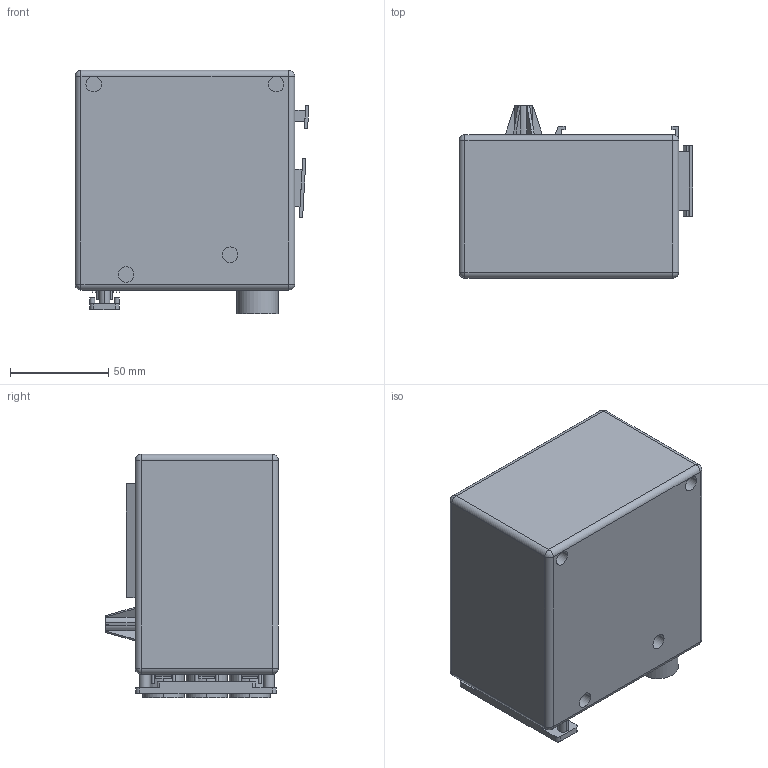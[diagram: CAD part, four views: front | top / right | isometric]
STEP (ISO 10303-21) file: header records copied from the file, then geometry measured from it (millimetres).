
FILE_DESCRIPTION((''),'2;1');
FILE_NAME('HF-2KY-01','2022-03-28T',('Administrator'),(''),'PRO/ENGINEER BY PARAMETRIC TECHNOLOGY CORPORATION, 2008380','PRO/ENGINEER BY PARAMETRIC TECHNOLOGY CORPORATION, 2008380','');
FILE_SCHEMA(('CONFIG_CONTROL_DESIGN'));
Length unit declared in the file: millimetre
Products named in the file (1): HF-2KY-01
Bounding box: 119.2 x 88 x 124 mm (x, y, z)
Volume: 927172 mm3; surface area: 71955.2 mm2
Topology: 1 solids, 1 shells, 282 faces, 672 edges, 418 vertices
Faces by surface type: plane 194, cylinder 80, sphere 8
Entity records: 8072 total; most frequent: DIRECTION 1410, CARTESIAN_POINT 1372, ORIENTED_EDGE 1344, EDGE_CURVE 672, VECTOR 498, LINE 498, AXIS2_PLACEMENT_3D 456, VERTEX_POINT 418
